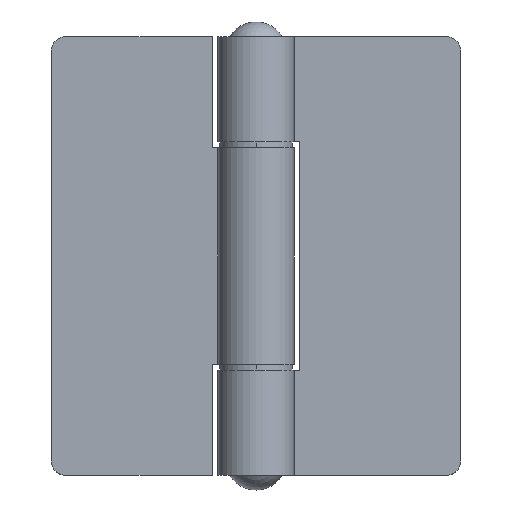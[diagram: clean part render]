
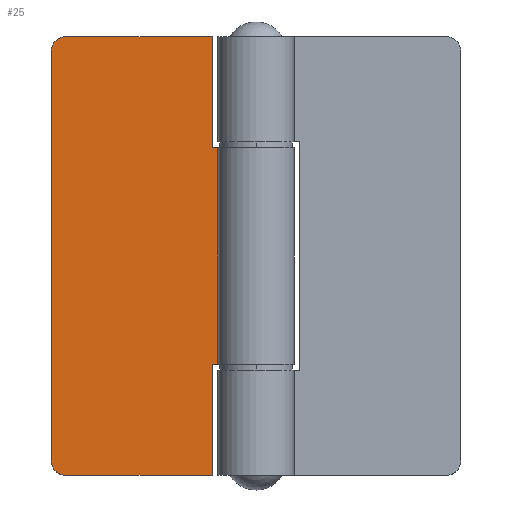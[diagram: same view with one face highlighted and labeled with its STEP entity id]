
A CAD part, top view. The second image highlights one B-rep face of the part: STEP entity #25.
In plain terms, the highlighted planar face has unit normal (0, 0, 1).
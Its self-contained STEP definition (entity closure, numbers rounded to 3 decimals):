
#1 = VERTEX_POINT ( 'NONE', #454 ) ;
#2 = EDGE_CURVE ( 'NONE', #29, #1, #453, .T. ) ;
#4 = ORIENTED_EDGE ( 'NONE', *, *, #130, .T. ) ;
#5 = EDGE_CURVE ( 'NONE', #1, #158, #448, .T. ) ;
#6 = ORIENTED_EDGE ( 'NONE', *, *, #20, .T. ) ;
#7 = ORIENTED_EDGE ( 'NONE', *, *, #16, .T. ) ;
#8 = EDGE_CURVE ( 'NONE', #159, #12, #449, .T. ) ;
#9 = ORIENTED_EDGE ( 'NONE', *, *, #8, .T. ) ;
#12 = VERTEX_POINT ( 'NONE', #440 ) ;
#13 = EDGE_CURVE ( 'NONE', #12, #163, #439, .T. ) ;
#14 = ORIENTED_EDGE ( 'NONE', *, *, #162, .F. ) ;
#15 = ORIENTED_EDGE ( 'NONE', *, *, #13, .T. ) ;
#16 = EDGE_CURVE ( 'NONE', #157, #17, #435, .T. ) ;
#17 = VERTEX_POINT ( 'NONE', #394 ) ;
#20 = EDGE_CURVE ( 'NONE', #17, #145, #390, .T. ) ;
#21 = EDGE_CURVE ( 'NONE', #128, #29, #382, .T. ) ;
#22 = ORIENTED_EDGE ( 'NONE', *, *, #21, .T. ) ;
#23 = ORIENTED_EDGE ( 'NONE', *, *, #118, .F. ) ;
#25 = ADVANCED_FACE ( 'NONE', ( #377 ), #376, .F. ) ;
#26 = ORIENTED_EDGE ( 'NONE', *, *, #2, .T. ) ;
#29 = VERTEX_POINT ( 'NONE', #367 ) ;
#32 = EDGE_LOOP ( 'NONE', ( #26, #33, #4, #9, #15, #14, #7, #6, #23, #22 ) ) ;
#33 = ORIENTED_EDGE ( 'NONE', *, *, #5, .T. ) ;
#118 = EDGE_CURVE ( 'NONE', #128, #145, #604, .T. ) ;
#128 = VERTEX_POINT ( 'NONE', #724 ) ;
#130 = EDGE_CURVE ( 'NONE', #158, #159, #723, .T. ) ;
#145 = VERTEX_POINT ( 'NONE', #678 ) ;
#157 = VERTEX_POINT ( 'NONE', #802 ) ;
#158 = VERTEX_POINT ( 'NONE', #826 ) ;
#159 = VERTEX_POINT ( 'NONE', #825 ) ;
#162 = EDGE_CURVE ( 'NONE', #157, #163, #820, .T. ) ;
#163 = VERTEX_POINT ( 'NONE', #655 ) ;
#367 = CARTESIAN_POINT ( 'NONE',  ( -35., 35., -3.3 ) ) ;
#372 = DIRECTION ( 'NONE',  ( -1., 0., 0. ) ) ;
#373 = DIRECTION ( 'NONE',  ( 0., 0., -1. ) ) ;
#374 = CARTESIAN_POINT ( 'NONE',  ( -5.6, 37.5, -3.3 ) ) ;
#375 = AXIS2_PLACEMENT_3D ( 'NONE', #374, #373, #372 ) ;
#376 = PLANE ( 'NONE',  #375 ) ;
#377 = FACE_OUTER_BOUND ( 'NONE', #32, .T. ) ;
#378 = DIRECTION ( 'NONE',  ( -1., 0., 0. ) ) ;
#379 = DIRECTION ( 'NONE',  ( 0., 0., 1. ) ) ;
#380 = CARTESIAN_POINT ( 'NONE',  ( -32.5, 35., -3.3 ) ) ;
#381 = AXIS2_PLACEMENT_3D ( 'NONE', #380, #379, #378 ) ;
#382 = CIRCLE ( 'NONE', #381, 2.5 ) ;
#383 = DIRECTION ( 'NONE',  ( 0., 1., 0. ) ) ;
#384 = VECTOR ( 'NONE', #383, 1000. ) ;
#385 = CARTESIAN_POINT ( 'NONE',  ( -7.5, 37.5, -3.3 ) ) ;
#390 = LINE ( 'NONE', #385, #384 ) ;
#394 = CARTESIAN_POINT ( 'NONE',  ( -7.5, 18.5, -3.3 ) ) ;
#432 = DIRECTION ( 'NONE',  ( -1., 0., 0. ) ) ;
#433 = VECTOR ( 'NONE', #432, 1000. ) ;
#434 = CARTESIAN_POINT ( 'NONE',  ( -5.6, 18.5, -3.3 ) ) ;
#435 = LINE ( 'NONE', #434, #433 ) ;
#436 = DIRECTION ( 'NONE',  ( 1., 0., 0. ) ) ;
#437 = VECTOR ( 'NONE', #436, 1000. ) ;
#438 = CARTESIAN_POINT ( 'NONE',  ( -5.6, -18.5, -3.3 ) ) ;
#439 = LINE ( 'NONE', #438, #437 ) ;
#440 = CARTESIAN_POINT ( 'NONE',  ( -7.5, -18.5, -3.3 ) ) ;
#441 = DIRECTION ( 'NONE',  ( 0., 1., 0. ) ) ;
#442 = VECTOR ( 'NONE', #441, 1000. ) ;
#443 = CARTESIAN_POINT ( 'NONE',  ( -7.5, 37.5, -3.3 ) ) ;
#444 = DIRECTION ( 'NONE',  ( -1., 0., 0. ) ) ;
#445 = DIRECTION ( 'NONE',  ( 0., 0., 1. ) ) ;
#446 = CARTESIAN_POINT ( 'NONE',  ( -32.5, -35., -3.3 ) ) ;
#447 = AXIS2_PLACEMENT_3D ( 'NONE', #446, #445, #444 ) ;
#448 = CIRCLE ( 'NONE', #447, 2.5 ) ;
#449 = LINE ( 'NONE', #443, #442 ) ;
#450 = DIRECTION ( 'NONE',  ( 0., -1., 0. ) ) ;
#451 = VECTOR ( 'NONE', #450, 1000. ) ;
#452 = CARTESIAN_POINT ( 'NONE',  ( -35., 37.5, -3.3 ) ) ;
#453 = LINE ( 'NONE', #452, #451 ) ;
#454 = CARTESIAN_POINT ( 'NONE',  ( -35., -35., -3.3 ) ) ;
#601 = DIRECTION ( 'NONE',  ( 1., 0., 0. ) ) ;
#602 = VECTOR ( 'NONE', #601, 1000. ) ;
#603 = CARTESIAN_POINT ( 'NONE',  ( -5.6, 37.5, -3.3 ) ) ;
#604 = LINE ( 'NONE', #603, #602 ) ;
#655 = CARTESIAN_POINT ( 'NONE',  ( -5.6, -18.5, -3.3 ) ) ;
#656 = DIRECTION ( 'NONE',  ( 0., -1., 0. ) ) ;
#657 = VECTOR ( 'NONE', #656, 1000. ) ;
#658 = CARTESIAN_POINT ( 'NONE',  ( -5.6, 37.5, -3.3 ) ) ;
#678 = CARTESIAN_POINT ( 'NONE',  ( -7.5, 37.5, -3.3 ) ) ;
#720 = DIRECTION ( 'NONE',  ( 1., 0., 0. ) ) ;
#721 = VECTOR ( 'NONE', #720, 1000. ) ;
#722 = CARTESIAN_POINT ( 'NONE',  ( -5.6, -37.5, -3.3 ) ) ;
#723 = LINE ( 'NONE', #722, #721 ) ;
#724 = CARTESIAN_POINT ( 'NONE',  ( -32.5, 37.5, -3.3 ) ) ;
#802 = CARTESIAN_POINT ( 'NONE',  ( -5.6, 18.5, -3.3 ) ) ;
#820 = LINE ( 'NONE', #658, #657 ) ;
#825 = CARTESIAN_POINT ( 'NONE',  ( -7.5, -37.5, -3.3 ) ) ;
#826 = CARTESIAN_POINT ( 'NONE',  ( -32.5, -37.5, -3.3 ) ) ;
